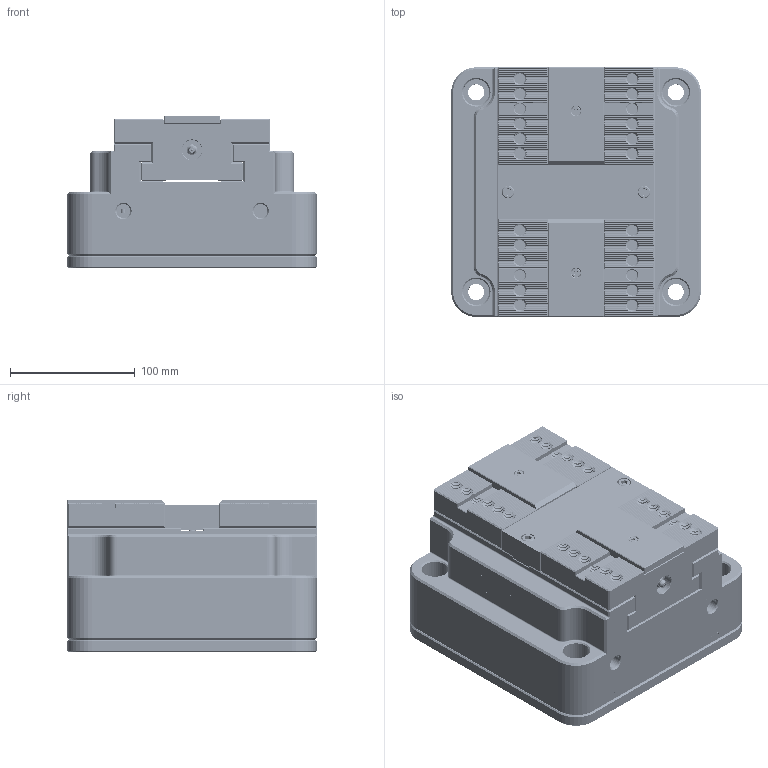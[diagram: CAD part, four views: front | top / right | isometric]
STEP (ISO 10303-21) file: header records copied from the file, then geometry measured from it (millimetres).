
FILE_DESCRIPTION(/* description */ (''),/* implementation_level */ '2;1');
FILE_NAME(/* name */ 'KSP2-125.stp',/* time_stamp */ '2024-12-10T09:31:28+08:00',/* author */ (''),/* organization */ (''),/* preprocessor_version */ 'ST-DEVELOPER v20',/* originating_system */ 'SIEMENS PLM Software NX2312.1700',/* authorisation */ '');
FILE_SCHEMA (('AP203_CONFIGURATION_CONTROLLED_3D_DESIGN_OF_MECHANICAL_PARTS_AND_ASSEMBLIES_MIM_LF { 1 0 10303 403 2 1 2}'));
Products named in the file (1): KSP125底座_objects
Bounding box: 200 x 201.21 x 122.5 mm (x, y, z)
Volume: 3858906.8 mm3; surface area: 422314.1 mm2
Topology: 15 solids, 15 shells, 3456 faces, 9668 edges, 6372 vertices
Faces by surface type: plane 2018, cylinder 639, bspline 397, cone 320, extrusion 55, torus 23, sphere 4
Full cylindrical faces by diameter (mm): 2 x2, 2.6 x2, 3.4 x26, 3.5 x6, 4 x4, 4.5 x2, 5.1 x30, 5.6 x2, 6 x38, 6.4 x2, 6.5 x10, 7 x2, 7.5 x2, 8 x2, 8.5 x232, 10 x3, 11 x2, 11.1 x2, 11.5 x8, 12 x14, 12.002 x4, 12.003 x4, 13 x8, 16 x2, 21 x4, 180 x1, 186 x1
Entity records: 226461 total; most frequent: CARTESIAN_POINT 138528, ORIENTED_EDGE 16784, DIRECTION 12651, EDGE_CURVE 8392, VERTEX_POINT 5639, VECTOR 4849, LINE 4794, AXIS2_PLACEMENT_3D 3901
